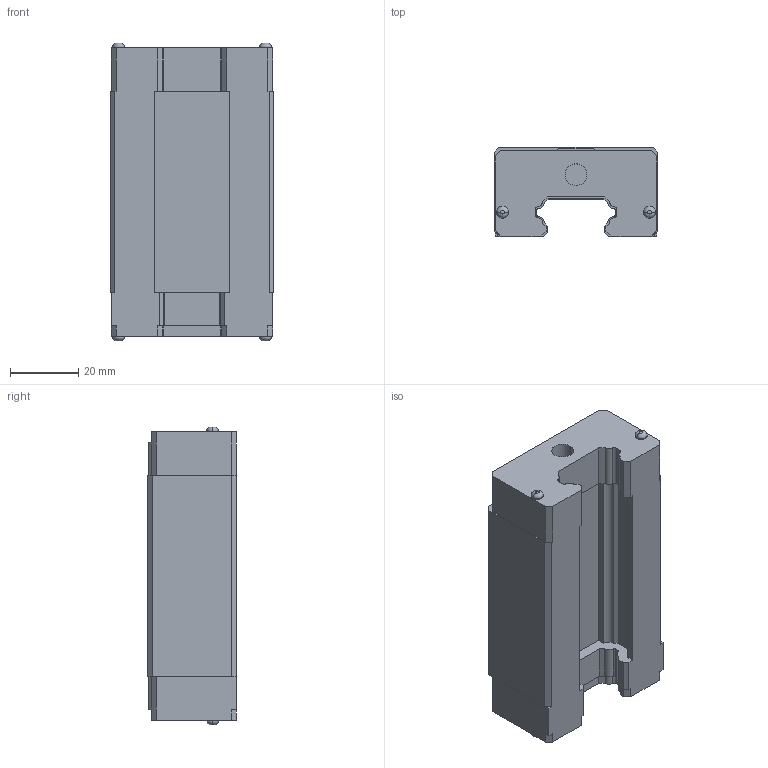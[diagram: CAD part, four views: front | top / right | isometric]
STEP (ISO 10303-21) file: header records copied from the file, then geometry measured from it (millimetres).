
FILE_DESCRIPTION (( 'STEP AP203' ), '1' );
FILE_NAME ('EGH25CA.STEP', '2007-01-12T08:58:37', ( 'HIWIN GmbH' ), ( '77654 Offenburg' ), 'SwSTEP 2.0', 'SolidWorks 2006104', '' );
FILE_SCHEMA (( 'CONFIG_CONTROL_DESIGN' ));
Length unit declared in the file: millimetre
Products named in the file (1): EGH25CA
Bounding box: 48 x 26 x 87.4 mm (x, y, z)
Volume: 74856.4 mm3; surface area: 18506 mm2
Topology: 1 solids, 1 shells, 156 faces, 422 edges, 278 vertices
Faces by surface type: plane 96, cylinder 52, torus 8
Entity records: 4983 total; most frequent: CARTESIAN_POINT 857, DIRECTION 856, ORIENTED_EDGE 844, EDGE_CURVE 422, VECTOR 302, LINE 302, VERTEX_POINT 278, AXIS2_PLACEMENT_3D 277
